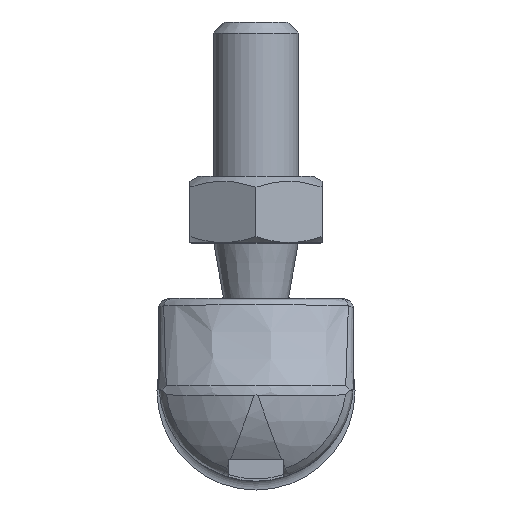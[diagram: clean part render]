
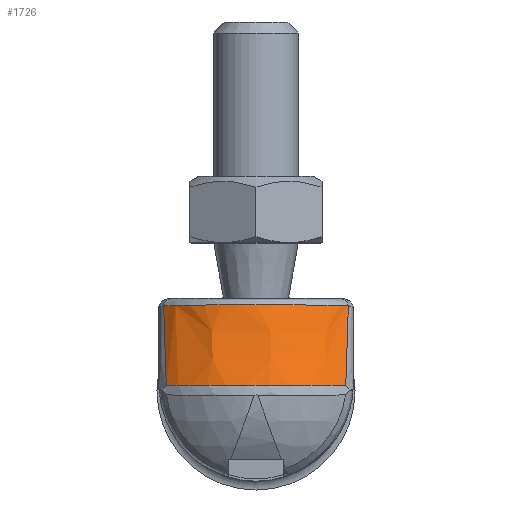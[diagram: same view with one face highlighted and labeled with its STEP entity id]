
A CAD part, left-side view. The second image highlights one B-rep face of the part: STEP entity #1726.
In plain terms, the highlighted free-form (B-spline) face has degree [3, 3] with [7, 4] control points.
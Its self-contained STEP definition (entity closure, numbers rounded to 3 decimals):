
#57=B_SPLINE_SURFACE_WITH_KNOTS('',3,3,((#3679,#3680,#3681,#3682),(#3683,
#3684,#3685,#3686),(#3687,#3688,#3689,#3690),(#3691,#3692,#3693,#3694),
(#3695,#3696,#3697,#3698),(#3699,#3700,#3701,#3702),(#3703,#3704,#3705,
#3706)),.UNSPECIFIED.,.F.,.F.,.F.,(4,1,1,1,4),(4,4),(0.042,
0.304,0.565,0.827,0.958),
(0.068,0.954),.UNSPECIFIED.);
#119=B_SPLINE_CURVE_WITH_KNOTS('',3,(#3586,#3587,#3588,#3589,#3590,#3591,
#3592),.UNSPECIFIED.,.F.,.F.,(4,1,1,1,4),(0.,0.505,1.01,
1.389,1.767),.UNSPECIFIED.);
#122=B_SPLINE_CURVE_WITH_KNOTS('',3,(#3660,#3661,#3662,#3663),
 .UNSPECIFIED.,.F.,.F.,(4,4),(0.079,0.926),
 .UNSPECIFIED.);
#126=B_SPLINE_CURVE_WITH_KNOTS('',3,(#3708,#3709,#3710,#3711),
 .UNSPECIFIED.,.F.,.F.,(4,4),(-0.926,-0.079),
 .UNSPECIFIED.);
#127=B_SPLINE_CURVE_WITH_KNOTS('',3,(#3712,#3713,#3714,#3715,#3716,#3717),
 .UNSPECIFIED.,.F.,.F.,(4,1,1,4),(-1.611,-0.963,
-0.514,-0.09),.UNSPECIFIED.);
#470=FACE_OUTER_BOUND('',#627,.T.);
#627=EDGE_LOOP('',(#1496,#1497,#1498,#1499));
#864=VERTEX_POINT('',#3543);
#865=VERTEX_POINT('',#3584);
#867=VERTEX_POINT('',#3659);
#869=VERTEX_POINT('',#3707);
#1078=EDGE_CURVE('',#864,#865,#119,.T.);
#1082=EDGE_CURVE('',#865,#867,#122,.T.);
#1086=EDGE_CURVE('',#869,#864,#126,.T.);
#1087=EDGE_CURVE('',#867,#869,#127,.T.);
#1496=ORIENTED_EDGE('',*,*,#1078,.F.);
#1497=ORIENTED_EDGE('',*,*,#1086,.F.);
#1498=ORIENTED_EDGE('',*,*,#1087,.F.);
#1499=ORIENTED_EDGE('',*,*,#1082,.F.);
#1726=ADVANCED_FACE('',(#470),#57,.F.);
#3543=CARTESIAN_POINT('',(8.389,21.147,-0.674));
#3584=CARTESIAN_POINT('',(-8.389,21.147,-0.674));
#3586=CARTESIAN_POINT('Ctrl Pts',(8.389,21.147,-0.674));
#3587=CARTESIAN_POINT('Ctrl Pts',(7.263,22.615,-0.632));
#3588=CARTESIAN_POINT('Ctrl Pts',(4.224,24.931,-0.574));
#3589=CARTESIAN_POINT('Ctrl Pts',(-0.967,25.605,-0.558));
#3590=CARTESIAN_POINT('Ctrl Pts',(-5.415,24.104,-0.594));
#3591=CARTESIAN_POINT('Ctrl Pts',(-7.545,22.248,-0.643));
#3592=CARTESIAN_POINT('Ctrl Pts',(-8.389,21.147,-0.674));
#3659=CARTESIAN_POINT('',(-8.156,25.547,-7.917));
#3660=CARTESIAN_POINT('Ctrl Pts',(-8.389,21.147,-0.674));
#3661=CARTESIAN_POINT('Ctrl Pts',(-8.318,22.621,-3.084));
#3662=CARTESIAN_POINT('Ctrl Pts',(-8.24,24.088,-5.498));
#3663=CARTESIAN_POINT('Ctrl Pts',(-8.156,25.547,-7.917));
#3679=CARTESIAN_POINT('Ctrl Pts',(8.39,21.082,-0.564));
#3680=CARTESIAN_POINT('Ctrl Pts',(8.365,22.519,-3.015));
#3681=CARTESIAN_POINT('Ctrl Pts',(8.34,23.955,-5.466));
#3682=CARTESIAN_POINT('Ctrl Pts',(8.315,25.392,-7.917));
#3683=CARTESIAN_POINT('Ctrl Pts',(7.279,22.562,-0.564));
#3684=CARTESIAN_POINT('Ctrl Pts',(7.208,23.917,-3.015));
#3685=CARTESIAN_POINT('Ctrl Pts',(7.139,25.273,-5.466));
#3686=CARTESIAN_POINT('Ctrl Pts',(7.068,26.629,-7.917));
#3687=CARTESIAN_POINT('Ctrl Pts',(4.253,24.918,-0.564));
#3688=CARTESIAN_POINT('Ctrl Pts',(4.173,26.124,-3.015));
#3689=CARTESIAN_POINT('Ctrl Pts',(4.092,27.33,-5.466));
#3690=CARTESIAN_POINT('Ctrl Pts',(4.012,28.536,-7.917));
#3691=CARTESIAN_POINT('Ctrl Pts',(-1.453,25.679,-0.564));
#3692=CARTESIAN_POINT('Ctrl Pts',(-1.422,26.832,-3.015));
#3693=CARTESIAN_POINT('Ctrl Pts',(-1.391,27.986,-5.466));
#3694=CARTESIAN_POINT('Ctrl Pts',(-1.36,29.139,-7.917));
#3695=CARTESIAN_POINT('Ctrl Pts',(-5.874,23.824,-0.564));
#3696=CARTESIAN_POINT('Ctrl Pts',(-5.787,25.102,-3.015));
#3697=CARTESIAN_POINT('Ctrl Pts',(-5.701,26.38,-5.466));
#3698=CARTESIAN_POINT('Ctrl Pts',(-5.614,27.658,-7.917));
#3699=CARTESIAN_POINT('Ctrl Pts',(-7.835,21.822,-0.564));
#3700=CARTESIAN_POINT('Ctrl Pts',(-7.787,23.218,-3.015));
#3701=CARTESIAN_POINT('Ctrl Pts',(-7.739,24.614,-5.466));
#3702=CARTESIAN_POINT('Ctrl Pts',(-7.692,26.01,-7.917));
#3703=CARTESIAN_POINT('Ctrl Pts',(-8.39,21.082,-0.564));
#3704=CARTESIAN_POINT('Ctrl Pts',(-8.365,22.519,-3.015));
#3705=CARTESIAN_POINT('Ctrl Pts',(-8.34,23.955,-5.466));
#3706=CARTESIAN_POINT('Ctrl Pts',(-8.315,25.392,-7.917));
#3707=CARTESIAN_POINT('',(8.156,25.547,-7.917));
#3708=CARTESIAN_POINT('Ctrl Pts',(8.156,25.547,-7.917));
#3709=CARTESIAN_POINT('Ctrl Pts',(8.24,24.088,-5.498));
#3710=CARTESIAN_POINT('Ctrl Pts',(8.318,22.621,-3.084));
#3711=CARTESIAN_POINT('Ctrl Pts',(8.389,21.147,-0.674));
#3712=CARTESIAN_POINT('Ctrl Pts',(-8.156,25.547,-7.917));
#3713=CARTESIAN_POINT('Ctrl Pts',(-6.294,27.306,-7.889));
#3714=CARTESIAN_POINT('Ctrl Pts',(-2.166,29.211,-7.863));
#3715=CARTESIAN_POINT('Ctrl Pts',(3.933,28.52,-7.872));
#3716=CARTESIAN_POINT('Ctrl Pts',(6.94,26.697,-7.899));
#3717=CARTESIAN_POINT('Ctrl Pts',(8.156,25.547,-7.917));
